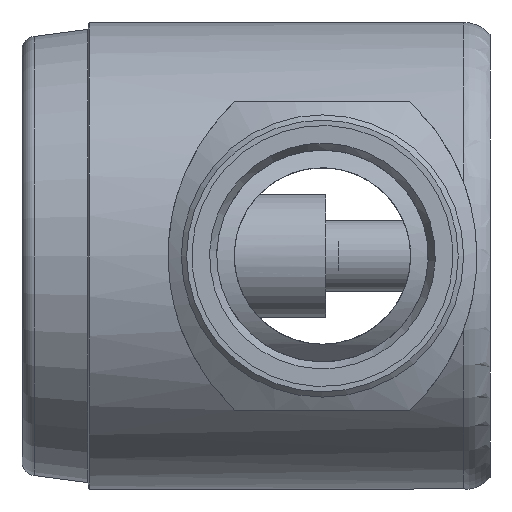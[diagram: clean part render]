
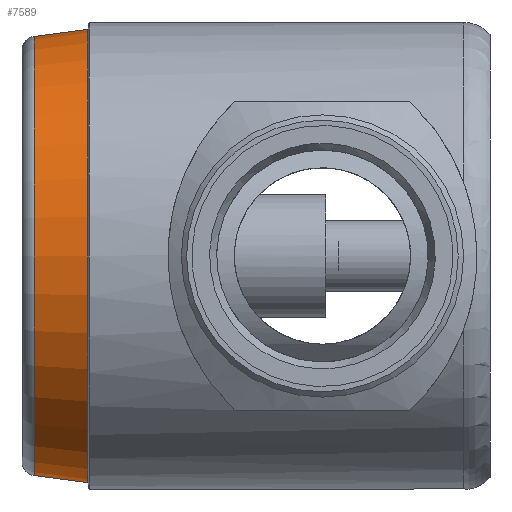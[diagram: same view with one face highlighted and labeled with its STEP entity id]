
A CAD part, left-side view. The second image highlights one B-rep face of the part: STEP entity #7589.
In plain terms, the highlighted conical face has half-angle 7.496 degrees and reference radius 12.85 mm.
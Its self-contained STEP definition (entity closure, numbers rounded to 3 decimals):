
#766=FACE_OUTER_BOUND('',#1233,.T.);
#1233=EDGE_LOOP('',(#6716,#6717,#6718,#6719,#6720,#6721));
#2236=LINE('',#19154,#2893);
#2893=VECTOR('',#9283,12.85);
#3120=CIRCLE('',#8044,12.45);
#3121=CIRCLE('',#8045,12.45);
#3123=CIRCLE('',#8048,12.85);
#3124=CIRCLE('',#8049,12.85);
#3741=VERTEX_POINT('',#19144);
#3742=VERTEX_POINT('',#19145);
#3743=VERTEX_POINT('',#19150);
#3744=VERTEX_POINT('',#19151);
#4775=EDGE_CURVE('',#3741,#3742,#3120,.T.);
#4776=EDGE_CURVE('',#3742,#3741,#3121,.T.);
#4778=EDGE_CURVE('',#3743,#3744,#3123,.T.);
#4779=EDGE_CURVE('',#3744,#3743,#3124,.T.);
#4780=EDGE_CURVE('',#3744,#3742,#2236,.T.);
#6716=ORIENTED_EDGE('',*,*,#4778,.F.);
#6717=ORIENTED_EDGE('',*,*,#4779,.F.);
#6718=ORIENTED_EDGE('',*,*,#4780,.T.);
#6719=ORIENTED_EDGE('',*,*,#4776,.T.);
#6720=ORIENTED_EDGE('',*,*,#4775,.T.);
#6721=ORIENTED_EDGE('',*,*,#4780,.F.);
#7312=CONICAL_SURFACE('',#8047,12.85,0.131);
#7589=ADVANCED_FACE('',(#766),#7312,.T.);
#8044=AXIS2_PLACEMENT_3D('',#19146,#9271,#9272);
#8045=AXIS2_PLACEMENT_3D('',#19147,#9273,#9274);
#8047=AXIS2_PLACEMENT_3D('',#19149,#9277,#9278);
#8048=AXIS2_PLACEMENT_3D('',#19152,#9279,#9280);
#8049=AXIS2_PLACEMENT_3D('',#19153,#9281,#9282);
#9271=DIRECTION('center_axis',(0.,-1.,0.));
#9272=DIRECTION('ref_axis',(0.,0.,-1.));
#9273=DIRECTION('center_axis',(0.,-1.,0.));
#9274=DIRECTION('ref_axis',(0.,0.,-1.));
#9277=DIRECTION('center_axis',(0.,-1.,0.));
#9278=DIRECTION('ref_axis',(0.,0.,-1.));
#9279=DIRECTION('center_axis',(0.,-1.,0.));
#9280=DIRECTION('ref_axis',(0.,0.,-1.));
#9281=DIRECTION('center_axis',(0.,-1.,0.));
#9282=DIRECTION('ref_axis',(0.,0.,-1.));
#9283=DIRECTION('',(0.,0.991,-0.13));
#19144=CARTESIAN_POINT('',(0.,16.341,-12.45));
#19145=CARTESIAN_POINT('',(0.,16.341,12.45));
#19146=CARTESIAN_POINT('Origin',(0.,16.341,0.));
#19147=CARTESIAN_POINT('Origin',(0.,16.341,0.));
#19149=CARTESIAN_POINT('Origin',(0.,13.3,0.));
#19150=CARTESIAN_POINT('',(0.,13.3,-12.85));
#19151=CARTESIAN_POINT('',(0.,13.3,12.85));
#19152=CARTESIAN_POINT('Origin',(0.,13.3,0.));
#19153=CARTESIAN_POINT('Origin',(0.,13.3,0.));
#19154=CARTESIAN_POINT('',(0.,13.3,12.85));
